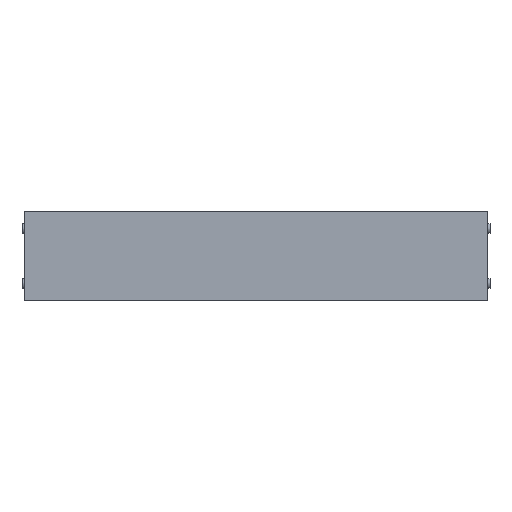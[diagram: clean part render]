
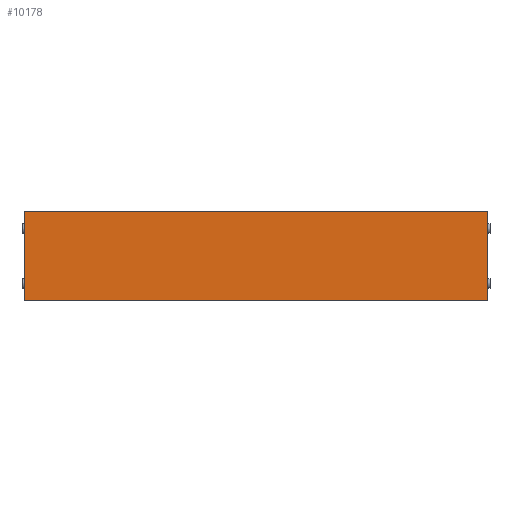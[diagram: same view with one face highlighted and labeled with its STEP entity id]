
A CAD part, front view. The second image highlights one B-rep face of the part: STEP entity #10178.
In plain terms, the highlighted planar face has unit normal (0, -1, 0).
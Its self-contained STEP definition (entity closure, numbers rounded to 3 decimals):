
#589 = DIRECTION ( 'NONE',  ( 0., -1., 0. ) ) ;
#735 = DIRECTION ( 'NONE',  ( 1., 0., 0. ) ) ;
#1125 = ORIENTED_EDGE ( 'NONE', *, *, #9908, .T. ) ;
#1290 = CARTESIAN_POINT ( 'NONE',  ( 0., -20., 0. ) ) ;
#2226 = PLANE ( 'NONE',  #4366 ) ;
#2394 = ORIENTED_EDGE ( 'NONE', *, *, #5691, .T. ) ;
#2438 = LINE ( 'NONE', #11389, #5829 ) ;
#2451 = DIRECTION ( 'NONE',  ( 0., 0., -1. ) ) ;
#3163 = FACE_OUTER_BOUND ( 'NONE', #10484, .T. ) ;
#3164 = VECTOR ( 'NONE', #2451, 1000. ) ;
#3236 = LINE ( 'NONE', #6846, #4285 ) ;
#4176 = VERTEX_POINT ( 'NONE', #5858 ) ;
#4233 = EDGE_CURVE ( 'NONE', #5127, #10518, #2438, .T. ) ;
#4285 = VECTOR ( 'NONE', #8152, 1000. ) ;
#4366 = AXIS2_PLACEMENT_3D ( 'NONE', #1290, #589, #11349 ) ;
#5127 = VERTEX_POINT ( 'NONE', #7625 ) ;
#5147 = EDGE_CURVE ( 'NONE', #10518, #4176, #3236, .T. ) ;
#5307 = CARTESIAN_POINT ( 'NONE',  ( -338., -20., 65. ) ) ;
#5691 = EDGE_CURVE ( 'NONE', #8279, #5127, #8837, .T. ) ;
#5829 = VECTOR ( 'NONE', #735, 1000. ) ;
#5858 = CARTESIAN_POINT ( 'NONE',  ( 338., -20., 65. ) ) ;
#6846 = CARTESIAN_POINT ( 'NONE',  ( 338., -20., 65. ) ) ;
#7222 = CARTESIAN_POINT ( 'NONE',  ( -338., -20., 65. ) ) ;
#7625 = CARTESIAN_POINT ( 'NONE',  ( -338., -20., -65. ) ) ;
#7767 = VECTOR ( 'NONE', #7919, 1000. ) ;
#7919 = DIRECTION ( 'NONE',  ( -1., 0., 0. ) ) ;
#8152 = DIRECTION ( 'NONE',  ( 0., 0., 1. ) ) ;
#8279 = VERTEX_POINT ( 'NONE', #7222 ) ;
#8837 = LINE ( 'NONE', #10567, #3164 ) ;
#9289 = ORIENTED_EDGE ( 'NONE', *, *, #5147, .T. ) ;
#9908 = EDGE_CURVE ( 'NONE', #4176, #8279, #11651, .T. ) ;
#10141 = CARTESIAN_POINT ( 'NONE',  ( 338., -20., -65. ) ) ;
#10178 = ADVANCED_FACE ( 'NONE', ( #3163 ), #2226, .T. ) ;
#10484 = EDGE_LOOP ( 'NONE', ( #2394, #10678, #9289, #1125 ) ) ;
#10518 = VERTEX_POINT ( 'NONE', #10141 ) ;
#10567 = CARTESIAN_POINT ( 'NONE',  ( -338., -20., 65. ) ) ;
#10678 = ORIENTED_EDGE ( 'NONE', *, *, #4233, .T. ) ;
#11349 = DIRECTION ( 'NONE',  ( 0., 0., -1. ) ) ;
#11389 = CARTESIAN_POINT ( 'NONE',  ( -338., -20., -65. ) ) ;
#11651 = LINE ( 'NONE', #5307, #7767 ) ;
